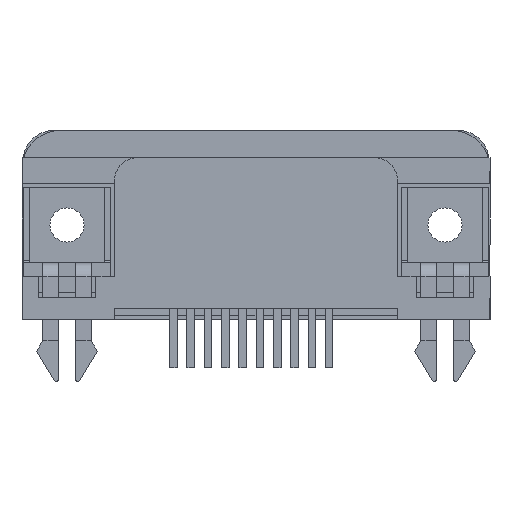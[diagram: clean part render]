
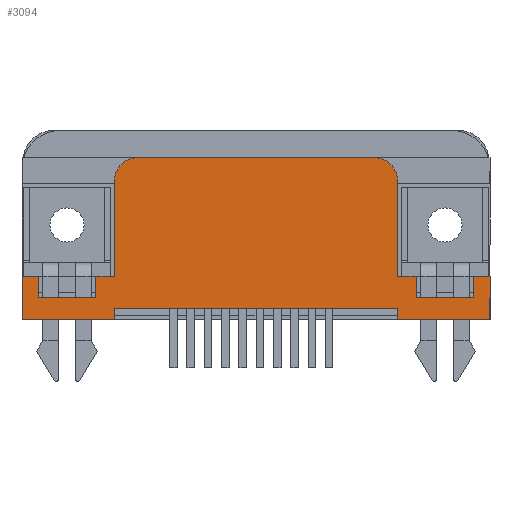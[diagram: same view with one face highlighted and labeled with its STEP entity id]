
A CAD part, front view. The second image highlights one B-rep face of the part: STEP entity #3094.
In plain terms, the highlighted planar face has unit normal (0, -1, 0).
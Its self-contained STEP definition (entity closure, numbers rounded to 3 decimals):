
#2679=CARTESIAN_POINT('',(10.91,-4.57,1.45));
#2680=VERTEX_POINT('',#2679);
#2687=CARTESIAN_POINT('',(14.71,-4.57,1.45));
#2688=VERTEX_POINT('',#2687);
#2689=CARTESIAN_POINT('',(14.71,-4.57,1.45));
#2690=DIRECTION('',(-1.0,0.0,0.0));
#2691=VECTOR('',#2690,3.8);
#2692=LINE('',#2689,#2691);
#2693=EDGE_CURVE('',#2688,#2680,#2692,.T.);
#2760=CARTESIAN_POINT('',(-14.09,-4.57,1.45));
#2761=VERTEX_POINT('',#2760);
#2768=CARTESIAN_POINT('',(-10.29,-4.57,1.45));
#2769=VERTEX_POINT('',#2768);
#2770=CARTESIAN_POINT('',(-10.29,-4.57,1.45));
#2771=DIRECTION('',(-1.0,0.0,0.0));
#2772=VECTOR('',#2771,3.8);
#2773=LINE('',#2770,#2772);
#2774=EDGE_CURVE('',#2769,#2761,#2773,.T.);
#2822=CARTESIAN_POINT('',(10.91,-4.57,2.85));
#2823=VERTEX_POINT('',#2822);
#2830=CARTESIAN_POINT('',(10.91,-4.57,1.45));
#2831=DIRECTION('',(0.0,0.0,1.0));
#2832=VECTOR('',#2831,1.4);
#2833=LINE('',#2830,#2832);
#2834=EDGE_CURVE('',#2680,#2823,#2833,.T.);
#2900=CARTESIAN_POINT('',(-14.09,-4.57,2.85));
#2901=VERTEX_POINT('',#2900);
#2908=CARTESIAN_POINT('',(-14.09,-4.57,1.45));
#2909=DIRECTION('',(0.0,0.0,1.0));
#2910=VECTOR('',#2909,1.4);
#2911=LINE('',#2908,#2910);
#2912=EDGE_CURVE('',#2761,#2901,#2911,.T.);
#2941=CARTESIAN_POINT('',(0.31,-4.57,4.19));
#2942=DIRECTION('',(0.0,1.0,0.0));
#2943=DIRECTION('',(0.0,0.0,1.0));
#2944=AXIS2_PLACEMENT_3D('',#2941,#2942,#2943);
#2945=PLANE('',#2944);
#2946=CARTESIAN_POINT('',(14.71,-4.57,2.85));
#2947=VERTEX_POINT('',#2946);
#2948=CARTESIAN_POINT('',(14.71,-4.57,2.85));
#2949=DIRECTION('',(0.0,0.0,-1.0));
#2950=VECTOR('',#2949,1.4);
#2951=LINE('',#2948,#2950);
#2952=EDGE_CURVE('',#2947,#2688,#2951,.T.);
#2953=ORIENTED_EDGE('',*,*,#2952,.T.);
#2954=ORIENTED_EDGE('',*,*,#2693,.T.);
#2955=ORIENTED_EDGE('',*,*,#2834,.T.);
#2956=CARTESIAN_POINT('',(9.66,-4.57,2.85));
#2957=VERTEX_POINT('',#2956);
#2958=CARTESIAN_POINT('',(9.66,-4.57,2.85));
#2959=DIRECTION('',(1.0,0.0,0.0));
#2960=VECTOR('',#2959,1.25);
#2961=LINE('',#2958,#2960);
#2962=EDGE_CURVE('',#2957,#2823,#2961,.T.);
#2963=ORIENTED_EDGE('',*,*,#2962,.F.);
#2964=CARTESIAN_POINT('',(9.66,-4.57,9.2));
#2965=VERTEX_POINT('',#2964);
#2966=CARTESIAN_POINT('',(9.66,-4.57,9.2));
#2967=DIRECTION('',(0.0,0.0,-1.0));
#2968=VECTOR('',#2967,6.35);
#2969=LINE('',#2966,#2968);
#2970=EDGE_CURVE('',#2965,#2957,#2969,.T.);
#2971=ORIENTED_EDGE('',*,*,#2970,.F.);
#2972=CARTESIAN_POINT('',(8.16,-4.57,10.7));
#2973=VERTEX_POINT('',#2972);
#2974=CARTESIAN_POINT('',(8.16,-4.57,9.2));
#2975=DIRECTION('',(0.,1.0,0.));
#2976=DIRECTION('',(0.707,0.,0.707));
#2977=AXIS2_PLACEMENT_3D('',#2974,#2975,#2976);
#2978=CIRCLE('',#2977,1.5);
#2979=EDGE_CURVE('',#2973,#2965,#2978,.T.);
#2980=ORIENTED_EDGE('',*,*,#2979,.F.);
#2981=CARTESIAN_POINT('',(-7.54,-4.57,10.7));
#2982=VERTEX_POINT('',#2981);
#2983=CARTESIAN_POINT('',(-7.54,-4.57,10.7));
#2984=DIRECTION('',(1.0,0.0,0.0));
#2985=VECTOR('',#2984,15.7);
#2986=LINE('',#2983,#2985);
#2987=EDGE_CURVE('',#2982,#2973,#2986,.T.);
#2988=ORIENTED_EDGE('',*,*,#2987,.F.);
#2989=CARTESIAN_POINT('',(-9.04,-4.57,9.2));
#2990=VERTEX_POINT('',#2989);
#2991=CARTESIAN_POINT('',(-7.54,-4.57,9.2));
#2992=DIRECTION('',(0.,1.0,0.));
#2993=DIRECTION('',(-0.707,0.,0.707));
#2994=AXIS2_PLACEMENT_3D('',#2991,#2992,#2993);
#2995=CIRCLE('',#2994,1.5);
#2996=EDGE_CURVE('',#2990,#2982,#2995,.T.);
#2997=ORIENTED_EDGE('',*,*,#2996,.F.);
#2998=CARTESIAN_POINT('',(-9.04,-4.57,2.85));
#2999=VERTEX_POINT('',#2998);
#3000=CARTESIAN_POINT('',(-9.04,-4.57,2.85));
#3001=DIRECTION('',(0.0,0.0,1.0));
#3002=VECTOR('',#3001,6.35);
#3003=LINE('',#3000,#3002);
#3004=EDGE_CURVE('',#2999,#2990,#3003,.T.);
#3005=ORIENTED_EDGE('',*,*,#3004,.F.);
#3006=CARTESIAN_POINT('',(-10.29,-4.57,2.85));
#3007=VERTEX_POINT('',#3006);
#3008=CARTESIAN_POINT('',(-10.29,-4.57,2.85));
#3009=DIRECTION('',(1.0,0.0,0.0));
#3010=VECTOR('',#3009,1.25);
#3011=LINE('',#3008,#3010);
#3012=EDGE_CURVE('',#3007,#2999,#3011,.T.);
#3013=ORIENTED_EDGE('',*,*,#3012,.F.);
#3014=CARTESIAN_POINT('',(-10.29,-4.57,2.85));
#3015=DIRECTION('',(0.0,0.0,-1.0));
#3016=VECTOR('',#3015,1.4);
#3017=LINE('',#3014,#3016);
#3018=EDGE_CURVE('',#3007,#2769,#3017,.T.);
#3019=ORIENTED_EDGE('',*,*,#3018,.T.);
#3020=ORIENTED_EDGE('',*,*,#2774,.T.);
#3021=ORIENTED_EDGE('',*,*,#2912,.T.);
#3022=CARTESIAN_POINT('',(-15.165,-4.57,2.85));
#3023=VERTEX_POINT('',#3022);
#3024=CARTESIAN_POINT('',(-15.165,-4.57,2.85));
#3025=DIRECTION('',(1.0,0.0,0.0));
#3026=VECTOR('',#3025,1.075);
#3027=LINE('',#3024,#3026);
#3028=EDGE_CURVE('',#3023,#2901,#3027,.T.);
#3029=ORIENTED_EDGE('',*,*,#3028,.F.);
#3030=CARTESIAN_POINT('',(-15.165,-4.57,0.));
#3031=VERTEX_POINT('',#3030);
#3032=CARTESIAN_POINT('',(-15.165,-4.57,0.));
#3033=DIRECTION('',(0.0,0.0,1.0));
#3034=VECTOR('',#3033,2.85);
#3035=LINE('',#3032,#3034);
#3036=EDGE_CURVE('',#3031,#3023,#3035,.T.);
#3037=ORIENTED_EDGE('',*,*,#3036,.F.);
#3038=CARTESIAN_POINT('',(-9.04,-4.57,0.));
#3039=VERTEX_POINT('',#3038);
#3040=CARTESIAN_POINT('',(-9.04,-4.57,0.));
#3041=DIRECTION('',(-1.0,0.0,0.0));
#3042=VECTOR('',#3041,6.125);
#3043=LINE('',#3040,#3042);
#3044=EDGE_CURVE('',#3039,#3031,#3043,.T.);
#3045=ORIENTED_EDGE('',*,*,#3044,.F.);
#3046=CARTESIAN_POINT('',(-9.04,-4.57,0.75));
#3047=VERTEX_POINT('',#3046);
#3048=CARTESIAN_POINT('',(-9.04,-4.57,0.75));
#3049=DIRECTION('',(0.0,0.0,-1.0));
#3050=VECTOR('',#3049,0.75);
#3051=LINE('',#3048,#3050);
#3052=EDGE_CURVE('',#3047,#3039,#3051,.T.);
#3053=ORIENTED_EDGE('',*,*,#3052,.F.);
#3054=CARTESIAN_POINT('',(9.66,-4.57,0.75));
#3055=VERTEX_POINT('',#3054);
#3056=CARTESIAN_POINT('',(9.66,-4.57,0.75));
#3057=DIRECTION('',(-1.0,0.0,0.0));
#3058=VECTOR('',#3057,18.7);
#3059=LINE('',#3056,#3058);
#3060=EDGE_CURVE('',#3055,#3047,#3059,.T.);
#3061=ORIENTED_EDGE('',*,*,#3060,.F.);
#3062=CARTESIAN_POINT('',(9.66,-4.57,0.));
#3063=VERTEX_POINT('',#3062);
#3064=CARTESIAN_POINT('',(9.66,-4.57,0.));
#3065=DIRECTION('',(0.0,0.0,1.0));
#3066=VECTOR('',#3065,0.75);
#3067=LINE('',#3064,#3066);
#3068=EDGE_CURVE('',#3063,#3055,#3067,.T.);
#3069=ORIENTED_EDGE('',*,*,#3068,.F.);
#3070=CARTESIAN_POINT('',(15.785,-4.57,0.));
#3071=VERTEX_POINT('',#3070);
#3072=CARTESIAN_POINT('',(15.785,-4.57,0.));
#3073=DIRECTION('',(-1.0,0.0,0.0));
#3074=VECTOR('',#3073,6.125);
#3075=LINE('',#3072,#3074);
#3076=EDGE_CURVE('',#3071,#3063,#3075,.T.);
#3077=ORIENTED_EDGE('',*,*,#3076,.F.);
#3078=CARTESIAN_POINT('',(15.785,-4.57,2.85));
#3079=VERTEX_POINT('',#3078);
#3080=CARTESIAN_POINT('',(15.785,-4.57,2.85));
#3081=DIRECTION('',(0.0,0.0,-1.0));
#3082=VECTOR('',#3081,2.85);
#3083=LINE('',#3080,#3082);
#3084=EDGE_CURVE('',#3079,#3071,#3083,.T.);
#3085=ORIENTED_EDGE('',*,*,#3084,.F.);
#3086=CARTESIAN_POINT('',(14.71,-4.57,2.85));
#3087=DIRECTION('',(1.0,0.0,0.0));
#3088=VECTOR('',#3087,1.075);
#3089=LINE('',#3086,#3088);
#3090=EDGE_CURVE('',#2947,#3079,#3089,.T.);
#3091=ORIENTED_EDGE('',*,*,#3090,.F.);
#3092=EDGE_LOOP('',(#2953,#2954,#2955,#2963,#2971,#2980,#2988,#2997,#3005,#3013,#3019,#3020,#3021,#3029,#3037,#3045,#3053,#3061,#3069,#3077,#3085,#3091));
#3093=FACE_OUTER_BOUND('',#3092,.T.);
#3094=ADVANCED_FACE('',(#3093),#2945,.F.);
